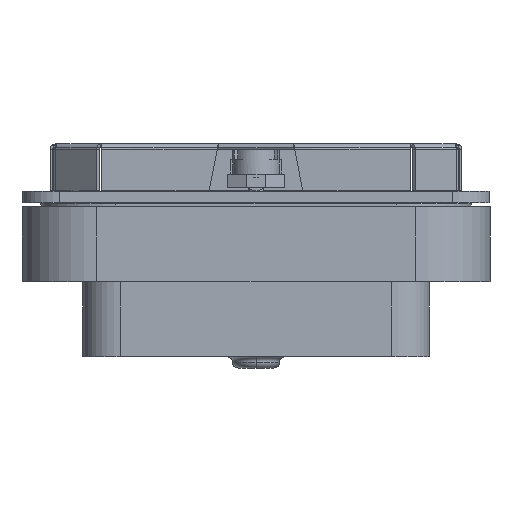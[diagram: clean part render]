
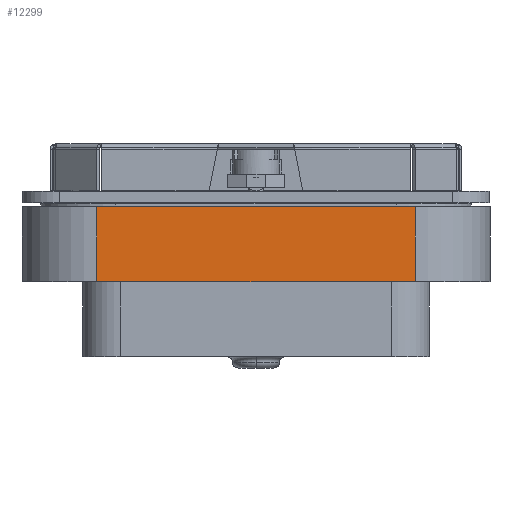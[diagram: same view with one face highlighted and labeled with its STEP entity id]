
A CAD part, front view. The second image highlights one B-rep face of the part: STEP entity #12299.
In plain terms, the highlighted planar face has unit normal (0, -1, 0).
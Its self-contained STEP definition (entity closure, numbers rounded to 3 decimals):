
#783 = DIRECTION ( 'NONE',  ( 0., 0., 1. ) ) ;
#875 = VERTEX_POINT ( 'NONE', #21635 ) ;
#1334 = VECTOR ( 'NONE', #783, 1000. ) ;
#1417 = ORIENTED_EDGE ( 'NONE', *, *, #21621, .F. ) ;
#1474 = PLANE ( 'NONE',  #28584 ) ;
#2280 = VERTEX_POINT ( 'NONE', #26473 ) ;
#2721 = CARTESIAN_POINT ( 'NONE',  ( -8.5, -12.5, -4.816 ) ) ;
#3089 = CARTESIAN_POINT ( 'NONE',  ( 8.5, -12.5, -4.816 ) ) ;
#3802 = EDGE_CURVE ( 'NONE', #875, #9029, #19525, .T. ) ;
#4826 = VERTEX_POINT ( 'NONE', #29955 ) ;
#5417 = DIRECTION ( 'NONE',  ( -1., 0., 0. ) ) ;
#6089 = CARTESIAN_POINT ( 'NONE',  ( -8.5, -12.5, -4.816 ) ) ;
#6916 = CARTESIAN_POINT ( 'NONE',  ( -8.5, -12.5, -0.816 ) ) ;
#7775 = DIRECTION ( 'NONE',  ( 0., 1., 0. ) ) ;
#7924 = VECTOR ( 'NONE', #17175, 1000. ) ;
#7935 = LINE ( 'NONE', #2721, #7924 ) ;
#9029 = VERTEX_POINT ( 'NONE', #9637 ) ;
#9123 = EDGE_CURVE ( 'NONE', #4826, #2280, #7935, .T. ) ;
#9323 = ORIENTED_EDGE ( 'NONE', *, *, #22554, .T. ) ;
#9637 = CARTESIAN_POINT ( 'NONE',  ( 8.5, -12.5, -0.816 ) ) ;
#12299 = ADVANCED_FACE ( 'NONE', ( #13223 ), #1474, .F. ) ;
#13060 = VECTOR ( 'NONE', #5417, 1000. ) ;
#13223 = FACE_OUTER_BOUND ( 'NONE', #29992, .T. ) ;
#13743 = DIRECTION ( 'NONE',  ( -1., 0., 0. ) ) ;
#16022 = LINE ( 'NONE', #6916, #16956 ) ;
#16834 = LINE ( 'NONE', #29343, #13060 ) ;
#16956 = VECTOR ( 'NONE', #13743, 1000. ) ;
#17175 = DIRECTION ( 'NONE',  ( 0., 0., 1. ) ) ;
#19525 = LINE ( 'NONE', #3089, #1334 ) ;
#19685 = ORIENTED_EDGE ( 'NONE', *, *, #3802, .T. ) ;
#21621 = EDGE_CURVE ( 'NONE', #875, #4826, #16834, .T. ) ;
#21635 = CARTESIAN_POINT ( 'NONE',  ( 8.5, -12.5, -4.816 ) ) ;
#22554 = EDGE_CURVE ( 'NONE', #9029, #2280, #16022, .T. ) ;
#26408 = DIRECTION ( 'NONE',  ( 1., 0., 0. ) ) ;
#26473 = CARTESIAN_POINT ( 'NONE',  ( -8.5, -12.5, -0.816 ) ) ;
#28584 = AXIS2_PLACEMENT_3D ( 'NONE', #6089, #7775, #26408 ) ;
#29298 = ORIENTED_EDGE ( 'NONE', *, *, #9123, .F. ) ;
#29343 = CARTESIAN_POINT ( 'NONE',  ( -8.5, -12.5, -4.816 ) ) ;
#29955 = CARTESIAN_POINT ( 'NONE',  ( -8.5, -12.5, -4.816 ) ) ;
#29992 = EDGE_LOOP ( 'NONE', ( #9323, #29298, #1417, #19685 ) ) ;
